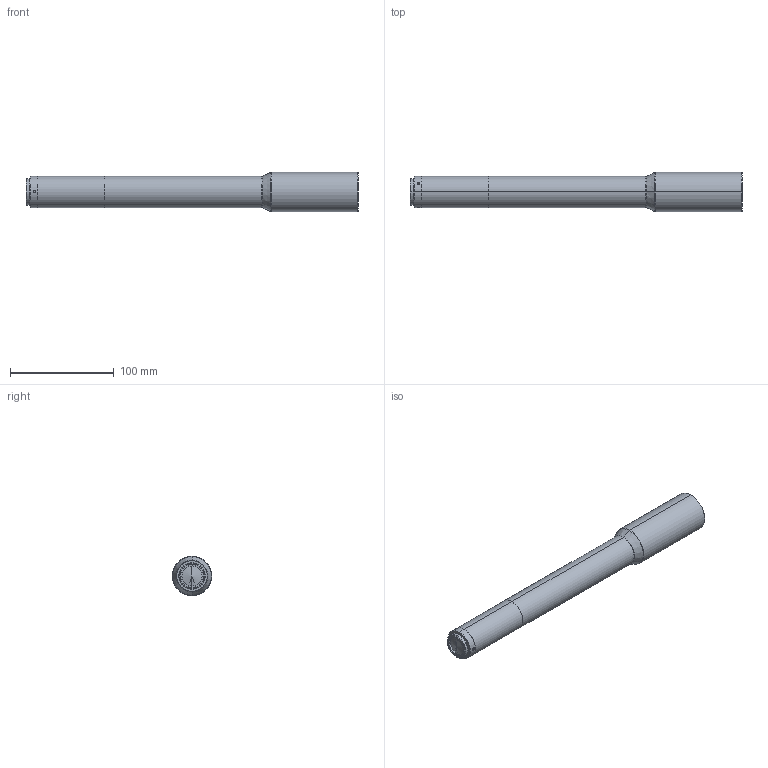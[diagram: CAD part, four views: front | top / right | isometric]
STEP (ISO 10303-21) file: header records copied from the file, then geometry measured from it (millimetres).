
FILE_DESCRIPTION (( 'STEP AP203' ), '1' );
FILE_NAME ('WH05-500A-110.STEP', '2019-12-03T02:05:19', ( 'Windows 蚚誧' ), ( '' ), 'SwSTEP 2.0', 'SolidWorks 2017', '' );
FILE_SCHEMA (( 'CONFIG_CONTROL_DESIGN' ));
Length unit declared in the file: millimetre
Products named in the file (1): WH05-500A-110
Bounding box: 320.64 x 38 x 38 mm (x, y, z)
Volume: 261977 mm3; surface area: 34745.9 mm2
Topology: 1 solids, 1 shells, 56 faces, 120 edges, 72 vertices
Faces by surface type: cylinder 24, cone 21, plane 7, bspline 4
Entity records: 1839 total; most frequent: CARTESIAN_POINT 569, DIRECTION 264, ORIENTED_EDGE 232, EDGE_CURVE 116, AXIS2_PLACEMENT_3D 111, VERTEX_POINT 72, EDGE_LOOP 66, CIRCLE 58
